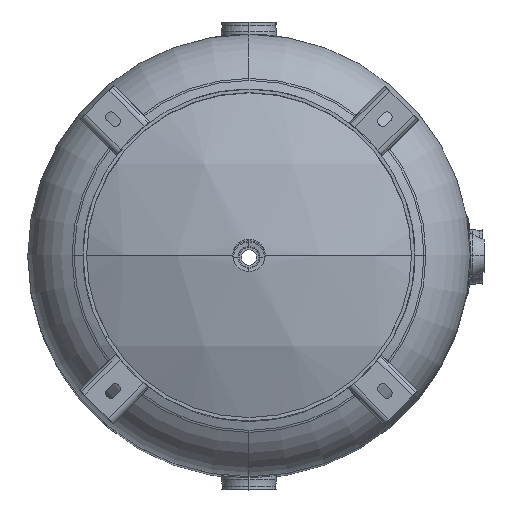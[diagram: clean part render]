
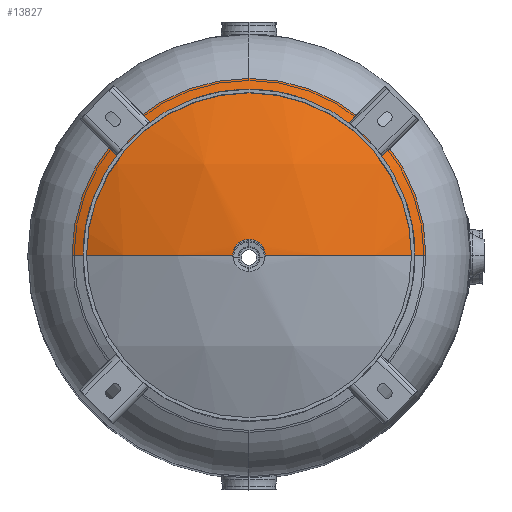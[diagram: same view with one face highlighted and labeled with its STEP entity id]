
A CAD part, top view. The second image highlights one B-rep face of the part: STEP entity #13827.
In plain terms, the highlighted spherical face has radius 548.64 mm.
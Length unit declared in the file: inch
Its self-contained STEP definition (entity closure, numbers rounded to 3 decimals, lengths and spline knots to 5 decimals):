
#673 = CARTESIAN_POINT ( 'NONE',  ( -9.6, 0., 31.24942 ) ) ;
#675 = CARTESIAN_POINT ( 'NONE',  ( 0., 9.6, 31.24942 ) ) ;
#676 = CARTESIAN_POINT ( 'NONE',  ( 0.8775, 0., 33.48217 ) ) ;
#678 = CARTESIAN_POINT ( 'NONE',  ( -0.8775, 0., 33.48217 ) ) ;
#681 = CARTESIAN_POINT ( 'NONE',  ( 9.6, 0., 31.24942 ) ) ;
#1680 = AXIS2_PLACEMENT_3D ( 'NONE', #2321, #2328, #2329 ) ;
#2321 = CARTESIAN_POINT ( 'NONE',  ( 0., 0., 11.9 ) ) ;
#2325 = FACE_OUTER_BOUND ( 'NONE', #6528, .T. ) ;
#2326 = SPHERICAL_SURFACE ( 'NONE', #1680, 21.6 ) ;
#2328 = DIRECTION ( 'NONE',  ( 0., -1., 0. ) ) ;
#2329 = DIRECTION ( 'NONE',  ( 1., 0., 0. ) ) ;
#4479 = CIRCLE ( 'NONE', #4483, 21.6 ) ;
#4483 = AXIS2_PLACEMENT_3D ( 'NONE', #10143, #10144, #10145 ) ;
#5259 = EDGE_CURVE ( 'NONE', #13659, #13654, #4479, .T. ) ;
#5318 = EDGE_CURVE ( 'NONE', #13656, #13662, #15765, .T. ) ;
#5363 = EDGE_CURVE ( 'NONE', #13654, #13656, #10422, .T. ) ;
#5369 = EDGE_CURVE ( 'NONE', #13657, #13659, #10383, .T. ) ;
#5599 = EDGE_CURVE ( 'NONE', #13657, #13662, #6908, .T. ) ;
#6528 = EDGE_LOOP ( 'NONE', ( #6785, #6752, #6605, #6773, #6589 ) ) ;
#6589 = ORIENTED_EDGE ( 'NONE', *, *, #5363, .F. ) ;
#6605 = ORIENTED_EDGE ( 'NONE', *, *, #5599, .T. ) ;
#6752 = ORIENTED_EDGE ( 'NONE', *, *, #5369, .F. ) ;
#6773 = ORIENTED_EDGE ( 'NONE', *, *, #5318, .F. ) ;
#6785 = ORIENTED_EDGE ( 'NONE', *, *, #5259, .F. ) ;
#6905 = AXIS2_PLACEMENT_3D ( 'NONE', #12909, #12910, #12911 ) ;
#6908 = CIRCLE ( 'NONE', #6905, 21.6 ) ;
#7441 = CARTESIAN_POINT ( 'NONE',  ( 0., 0., 31.24942 ) ) ;
#7442 = DIRECTION ( 'NONE',  ( 0., 0., -1. ) ) ;
#7443 = DIRECTION ( 'NONE',  ( 0., 1., 0. ) ) ;
#7576 = CARTESIAN_POINT ( 'NONE',  ( 0., 0., 31.24942 ) ) ;
#7577 = DIRECTION ( 'NONE',  ( 0., 0., -1. ) ) ;
#7578 = DIRECTION ( 'NONE',  ( 0., 1., 0. ) ) ;
#7594 = CARTESIAN_POINT ( 'NONE',  ( 0., 0., 33.48217 ) ) ;
#7595 = DIRECTION ( 'NONE',  ( 0., 0., 1. ) ) ;
#7596 = DIRECTION ( 'NONE',  ( -1., 0., 0. ) ) ;
#10143 = CARTESIAN_POINT ( 'NONE',  ( 0., 0., 11.9 ) ) ;
#10144 = DIRECTION ( 'NONE',  ( 0., -1., 0. ) ) ;
#10145 = DIRECTION ( 'NONE',  ( 1., 0., 0. ) ) ;
#10382 = AXIS2_PLACEMENT_3D ( 'NONE', #7594, #7595, #7596 ) ;
#10383 = CIRCLE ( 'NONE', #10382, 0.8775 ) ;
#10396 = AXIS2_PLACEMENT_3D ( 'NONE', #7576, #7577, #7578 ) ;
#10422 = CIRCLE ( 'NONE', #10396, 9.6 ) ;
#12909 = CARTESIAN_POINT ( 'NONE',  ( 0., 0., 11.9 ) ) ;
#12910 = DIRECTION ( 'NONE',  ( 0., 1., 0. ) ) ;
#12911 = DIRECTION ( 'NONE',  ( 0., 0., 1. ) ) ;
#13654 = VERTEX_POINT ( 'NONE', #673 ) ;
#13656 = VERTEX_POINT ( 'NONE', #675 ) ;
#13657 = VERTEX_POINT ( 'NONE', #676 ) ;
#13659 = VERTEX_POINT ( 'NONE', #678 ) ;
#13662 = VERTEX_POINT ( 'NONE', #681 ) ;
#13827 = ADVANCED_FACE ( 'NONE', ( #2325 ), #2326, .T. ) ;
#15761 = AXIS2_PLACEMENT_3D ( 'NONE', #7441, #7442, #7443 ) ;
#15765 = CIRCLE ( 'NONE', #15761, 9.6 ) ;
